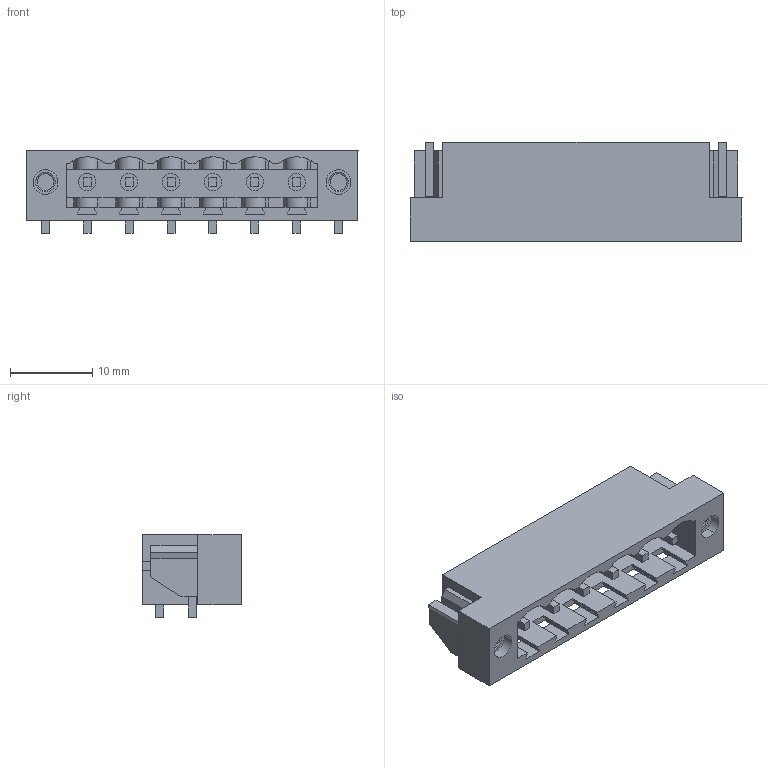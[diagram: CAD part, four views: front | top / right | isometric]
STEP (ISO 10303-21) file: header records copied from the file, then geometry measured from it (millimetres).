
FILE_DESCRIPTION(('CATIA V5 STEP Exchange','CAx-IF Rec.Pracs.--- Model Styling and Organization---1.4--- 2014-01-23'),'2;1');
FILE_NAME ('D1458307_1_1878140000_1878140000.stp','2023-05-08T12:57:25+00:00',('none'),('Weidmueller'),'CATIA Version 5-6 Release 2016 SP3 HF44','CATIA V5 STEP AP214','none');
FILE_SCHEMA(('AUTOMOTIVE_DESIGN { 1 0 10303 214 1 1 1 1 }'));
Length unit declared in the file: millimetre
Products named in the file (1): 1878140000
Bounding box: 40.28 x 12 x 10 mm (x, y, z)
Volume: 1695.3 mm3; surface area: 3881.1 mm2
Topology: 11 solids, 11 shells, 458 faces, 1339 edges, 893 vertices
Faces by surface type: plane 372, cylinder 70, cone 16
Entity records: 14561 total; most frequent: CARTESIAN_POINT 2897, ORIENTED_EDGE 2678, DIRECTION 1962, EDGE_CURVE 1339, VECTOR 1124, LINE 1124, VERTEX_POINT 893, AXIS2_PLACEMENT_3D 508
